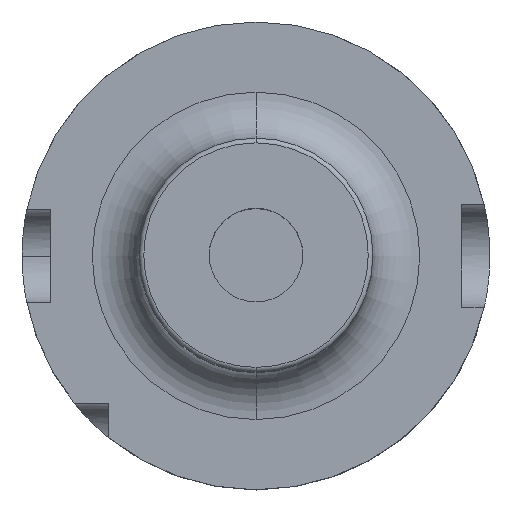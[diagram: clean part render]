
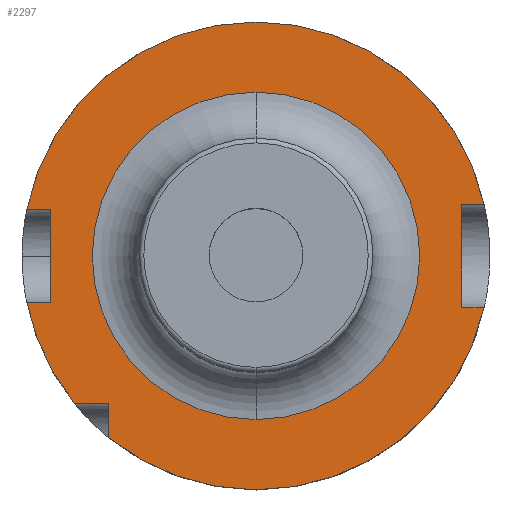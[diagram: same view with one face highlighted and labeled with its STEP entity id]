
A CAD part, top view. The second image highlights one B-rep face of the part: STEP entity #2297.
In plain terms, the highlighted planar face has unit normal (0, 0, 1).
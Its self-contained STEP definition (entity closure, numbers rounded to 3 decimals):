
#14 = AXIS2_PLACEMENT_3D ( 'NONE', #2847, #124, #2626 ) ;
#54 = PLANE ( 'NONE',  #2739 ) ;
#91 = VERTEX_POINT ( 'NONE', #2293 ) ;
#124 = DIRECTION ( 'NONE',  ( 0., 0., -1. ) ) ;
#186 = VECTOR ( 'NONE', #1014, 1000. ) ;
#192 = CARTESIAN_POINT ( 'NONE',  ( 0., 50., 29. ) ) ;
#273 = CIRCLE ( 'NONE', #772, 50. ) ;
#283 = VERTEX_POINT ( 'NONE', #368 ) ;
#285 = ORIENTED_EDGE ( 'NONE', *, *, #724, .F. ) ;
#295 = CARTESIAN_POINT ( 'NONE',  ( 0., 0., 29. ) ) ;
#368 = CARTESIAN_POINT ( 'NONE',  ( -31.5, -31.5, 29. ) ) ;
#374 = EDGE_CURVE ( 'NONE', #1833, #806, #2875, .T. ) ;
#398 = ORIENTED_EDGE ( 'NONE', *, *, #1120, .T. ) ;
#430 = DIRECTION ( 'NONE',  ( 0., -1., 0. ) ) ;
#451 = VERTEX_POINT ( 'NONE', #899 ) ;
#467 = ORIENTED_EDGE ( 'NONE', *, *, #1518, .F. ) ;
#469 = VECTOR ( 'NONE', #2158, 1000. ) ;
#523 = ORIENTED_EDGE ( 'NONE', *, *, #2089, .F. ) ;
#535 = CARTESIAN_POINT ( 'NONE',  ( -31.5, -38.83, 29. ) ) ;
#562 = ORIENTED_EDGE ( 'NONE', *, *, #374, .T. ) ;
#614 = AXIS2_PLACEMENT_3D ( 'NONE', #902, #878, #2468 ) ;
#617 = ORIENTED_EDGE ( 'NONE', *, *, #1477, .F. ) ;
#621 = CARTESIAN_POINT ( 'NONE',  ( 0., 11., 29. ) ) ;
#653 = CARTESIAN_POINT ( 'NONE',  ( -38.83, -31.5, 29. ) ) ;
#724 = EDGE_CURVE ( 'NONE', #1683, #451, #1637, .T. ) ;
#729 = LINE ( 'NONE', #1721, #949 ) ;
#732 = CARTESIAN_POINT ( 'NONE',  ( -44., -10., 29. ) ) ;
#764 = CARTESIAN_POINT ( 'NONE',  ( 0., -11., 29. ) ) ;
#772 = AXIS2_PLACEMENT_3D ( 'NONE', #295, #2774, #1645 ) ;
#798 = CIRCLE ( 'NONE', #614, 35. ) ;
#806 = VERTEX_POINT ( 'NONE', #1307 ) ;
#833 = VECTOR ( 'NONE', #430, 1000. ) ;
#878 = DIRECTION ( 'NONE',  ( 0., 0., -1. ) ) ;
#899 = CARTESIAN_POINT ( 'NONE',  ( -48.99, -10., 29. ) ) ;
#902 = CARTESIAN_POINT ( 'NONE',  ( 0., 0., 29. ) ) ;
#904 = VECTOR ( 'NONE', #2226, 1000. ) ;
#906 = CARTESIAN_POINT ( 'NONE',  ( 0., 0., 29. ) ) ;
#939 = DIRECTION ( 'NONE',  ( 0., 1., 0. ) ) ;
#949 = VECTOR ( 'NONE', #2823, 1000. ) ;
#959 = EDGE_CURVE ( 'NONE', #91, #2789, #2601, .T. ) ;
#966 = ORIENTED_EDGE ( 'NONE', *, *, #2817, .F. ) ;
#978 = EDGE_CURVE ( 'NONE', #2688, #2620, #798, .T. ) ;
#995 = ORIENTED_EDGE ( 'NONE', *, *, #2265, .F. ) ;
#1014 = DIRECTION ( 'NONE',  ( -1., 0., 0. ) ) ;
#1025 = CARTESIAN_POINT ( 'NONE',  ( 0., -31.5, 29. ) ) ;
#1120 = EDGE_CURVE ( 'NONE', #91, #2560, #2882, .T. ) ;
#1134 = VERTEX_POINT ( 'NONE', #535 ) ;
#1140 = DIRECTION ( 'NONE',  ( 0., 0., -1. ) ) ;
#1146 = DIRECTION ( 'NONE',  ( 0., 0., -1. ) ) ;
#1227 = FACE_BOUND ( 'NONE', #2257, .T. ) ;
#1248 = DIRECTION ( 'NONE',  ( 0., 1., 0. ) ) ;
#1249 = DIRECTION ( 'NONE',  ( 0., -1., 0. ) ) ;
#1303 = CIRCLE ( 'NONE', #1574, 50. ) ;
#1307 = CARTESIAN_POINT ( 'NONE',  ( -44., -10., 29. ) ) ;
#1346 = CARTESIAN_POINT ( 'NONE',  ( 44., -11., 29. ) ) ;
#1414 = EDGE_CURVE ( 'NONE', #1134, #283, #2096, .T. ) ;
#1450 = LINE ( 'NONE', #764, #2432 ) ;
#1472 = LINE ( 'NONE', #2587, #186 ) ;
#1477 = EDGE_CURVE ( 'NONE', #283, #1683, #2244, .T. ) ;
#1518 = EDGE_CURVE ( 'NONE', #1833, #2619, #1472, .T. ) ;
#1574 = AXIS2_PLACEMENT_3D ( 'NONE', #906, #2510, #939 ) ;
#1610 = CARTESIAN_POINT ( 'NONE',  ( 48.775, 11., 29. ) ) ;
#1616 = ORIENTED_EDGE ( 'NONE', *, *, #959, .F. ) ;
#1626 = FACE_OUTER_BOUND ( 'NONE', #1937, .T. ) ;
#1637 = CIRCLE ( 'NONE', #14, 50. ) ;
#1645 = DIRECTION ( 'NONE',  ( 0., 1., 0. ) ) ;
#1646 = ORIENTED_EDGE ( 'NONE', *, *, #1414, .F. ) ;
#1666 = CARTESIAN_POINT ( 'NONE',  ( 0., 25., 29. ) ) ;
#1683 = VERTEX_POINT ( 'NONE', #653 ) ;
#1715 = CARTESIAN_POINT ( 'NONE',  ( -31.5, 25., 29. ) ) ;
#1718 = VECTOR ( 'NONE', #1248, 1000. ) ;
#1721 = CARTESIAN_POINT ( 'NONE',  ( 0., -10., 29. ) ) ;
#1811 = CARTESIAN_POINT ( 'NONE',  ( 0., 0., 29. ) ) ;
#1830 = CARTESIAN_POINT ( 'NONE',  ( 0., -35., 29. ) ) ;
#1833 = VERTEX_POINT ( 'NONE', #2224 ) ;
#1838 = DIRECTION ( 'NONE',  ( 0., -1., 0. ) ) ;
#1899 = CARTESIAN_POINT ( 'NONE',  ( 0., 35., 29. ) ) ;
#1929 = DIRECTION ( 'NONE',  ( 0., 0., 1. ) ) ;
#1937 = EDGE_LOOP ( 'NONE', ( #617, #1646, #995, #1943, #1616, #398, #1991, #523, #467, #562, #966, #285 ) ) ;
#1943 = ORIENTED_EDGE ( 'NONE', *, *, #2646, .T. ) ;
#1990 = ORIENTED_EDGE ( 'NONE', *, *, #978, .T. ) ;
#1991 = ORIENTED_EDGE ( 'NONE', *, *, #2192, .F. ) ;
#2009 = CIRCLE ( 'NONE', #2284, 35. ) ;
#2089 = EDGE_CURVE ( 'NONE', #2619, #2926, #2227, .T. ) ;
#2093 = ORIENTED_EDGE ( 'NONE', *, *, #2116, .T. ) ;
#2096 = LINE ( 'NONE', #1715, #1718 ) ;
#2110 = DIRECTION ( 'NONE',  ( 0., -1., 0. ) ) ;
#2116 = EDGE_CURVE ( 'NONE', #2620, #2688, #2009, .T. ) ;
#2158 = DIRECTION ( 'NONE',  ( -1., 0., 0. ) ) ;
#2192 = EDGE_CURVE ( 'NONE', #2926, #2560, #1303, .T. ) ;
#2224 = CARTESIAN_POINT ( 'NONE',  ( -44., 10., 29. ) ) ;
#2226 = DIRECTION ( 'NONE',  ( 1., 0., 0. ) ) ;
#2227 = CIRCLE ( 'NONE', #2634, 50. ) ;
#2244 = LINE ( 'NONE', #1025, #469 ) ;
#2257 = EDGE_LOOP ( 'NONE', ( #2093, #1990 ) ) ;
#2265 = EDGE_CURVE ( 'NONE', #2382, #1134, #273, .T. ) ;
#2284 = AXIS2_PLACEMENT_3D ( 'NONE', #2736, #1140, #1838 ) ;
#2293 = CARTESIAN_POINT ( 'NONE',  ( 44., 11., 29. ) ) ;
#2297 = ADVANCED_FACE ( 'NONE', ( #1227, #1626 ), #54, .T. ) ;
#2382 = VERTEX_POINT ( 'NONE', #2588 ) ;
#2432 = VECTOR ( 'NONE', #2798, 1000. ) ;
#2468 = DIRECTION ( 'NONE',  ( 0., -1., 0. ) ) ;
#2510 = DIRECTION ( 'NONE',  ( 0., 0., -1. ) ) ;
#2533 = CARTESIAN_POINT ( 'NONE',  ( -48.99, 10., 29. ) ) ;
#2560 = VERTEX_POINT ( 'NONE', #1610 ) ;
#2587 = CARTESIAN_POINT ( 'NONE',  ( 0., 10., 29. ) ) ;
#2588 = CARTESIAN_POINT ( 'NONE',  ( 48.775, -11., 29. ) ) ;
#2601 = LINE ( 'NONE', #1346, #833 ) ;
#2619 = VERTEX_POINT ( 'NONE', #2533 ) ;
#2620 = VERTEX_POINT ( 'NONE', #1830 ) ;
#2626 = DIRECTION ( 'NONE',  ( 0., 1., 0. ) ) ;
#2634 = AXIS2_PLACEMENT_3D ( 'NONE', #1811, #1146, #2924 ) ;
#2640 = CARTESIAN_POINT ( 'NONE',  ( 44., -11., 29. ) ) ;
#2646 = EDGE_CURVE ( 'NONE', #2382, #2789, #1450, .T. ) ;
#2664 = VECTOR ( 'NONE', #2110, 1000. ) ;
#2688 = VERTEX_POINT ( 'NONE', #1899 ) ;
#2736 = CARTESIAN_POINT ( 'NONE',  ( 0., 0., 29. ) ) ;
#2739 = AXIS2_PLACEMENT_3D ( 'NONE', #1666, #1929, #1249 ) ;
#2774 = DIRECTION ( 'NONE',  ( 0., 0., -1. ) ) ;
#2789 = VERTEX_POINT ( 'NONE', #2640 ) ;
#2798 = DIRECTION ( 'NONE',  ( -1., 0., 0. ) ) ;
#2817 = EDGE_CURVE ( 'NONE', #451, #806, #729, .T. ) ;
#2823 = DIRECTION ( 'NONE',  ( 1., 0., 0. ) ) ;
#2847 = CARTESIAN_POINT ( 'NONE',  ( 0., 0., 29. ) ) ;
#2875 = LINE ( 'NONE', #732, #2664 ) ;
#2882 = LINE ( 'NONE', #621, #904 ) ;
#2924 = DIRECTION ( 'NONE',  ( 0., 1., 0. ) ) ;
#2926 = VERTEX_POINT ( 'NONE', #192 ) ;
